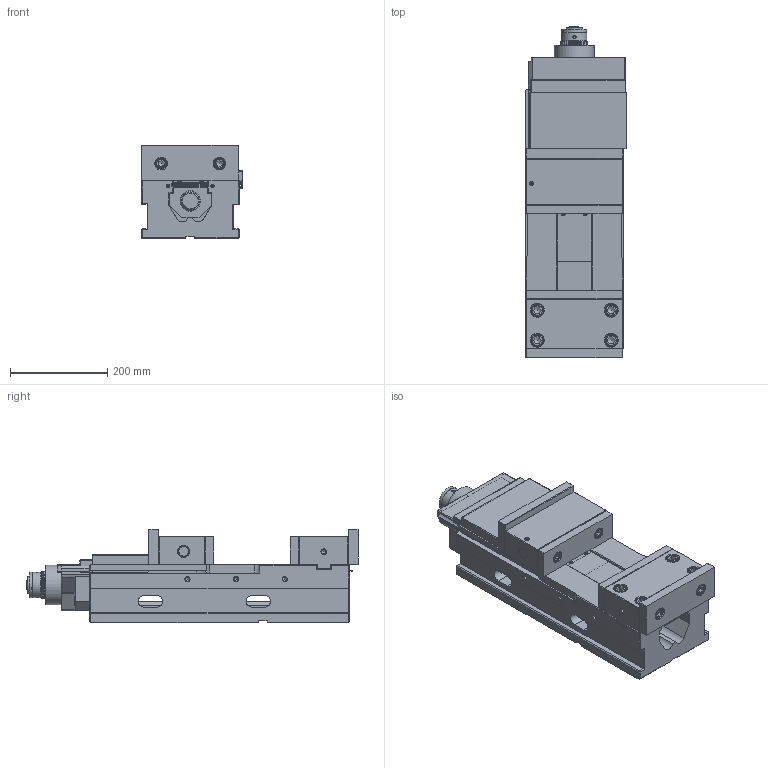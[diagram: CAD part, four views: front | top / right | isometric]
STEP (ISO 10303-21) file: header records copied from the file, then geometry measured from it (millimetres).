
FILE_DESCRIPTION(/* description */ (''),/* implementation_level */ '2;1');
FILE_NAME(/* name */ '1AVQ200GA0201(LQ).stp',/* time_stamp */ '2025-10-09T21:19:40+08:00',/* author */ ('UserName'),/* organization */ (''),/* preprocessor_version */ 'ST-DEVELOPER v20',/* originating_system */ 'Autodesk Inventor 2025',/* authorisation */ '');
FILE_SCHEMA (('CONFIG_CONTROL_DESIGN'));
Products named in the file (1): 零件87
Bounding box: 209.17 x 683.4 x 193 mm (x, y, z)
Volume: 13178538.5 mm3; surface area: 1370295 mm2
Topology: 11 solids, 66 shells, 2385 faces, 6256 edges, 3972 vertices
Faces by surface type: plane 1382, cylinder 463, cone 379, torus 92, bspline 55, sphere 14
Full cylindrical faces by diameter (mm): 2.459 x2, 3 x2, 3.242 x7, 3.3 x2, 3.571 x6, 4 x13, 4.134 x1, 4.5 x13, 4.917 x12, 5.5 x2, 6 x13, 6.3 x1, 6.5 x1, 6.6 x2, 6.647 x1, 6.8 x2, 7 x6, 7.8 x2, 8 x5, 8.376 x8, 9 x2, 10 x3, 10.106 x6, 10.3 x3, 10.5 x1, 11 x3, 11.835 x2, 12 x10, 12.647 x1, 13 x2
Entity records: 82418 total; most frequent: CARTESIAN_POINT 22295, ORIENTED_EDGE 12350, DIRECTION 11935, EDGE_CURVE 6175, AXIS2_PLACEMENT_3D 4183, VERTEX_POINT 3972, LINE 3569, VECTOR 3569
